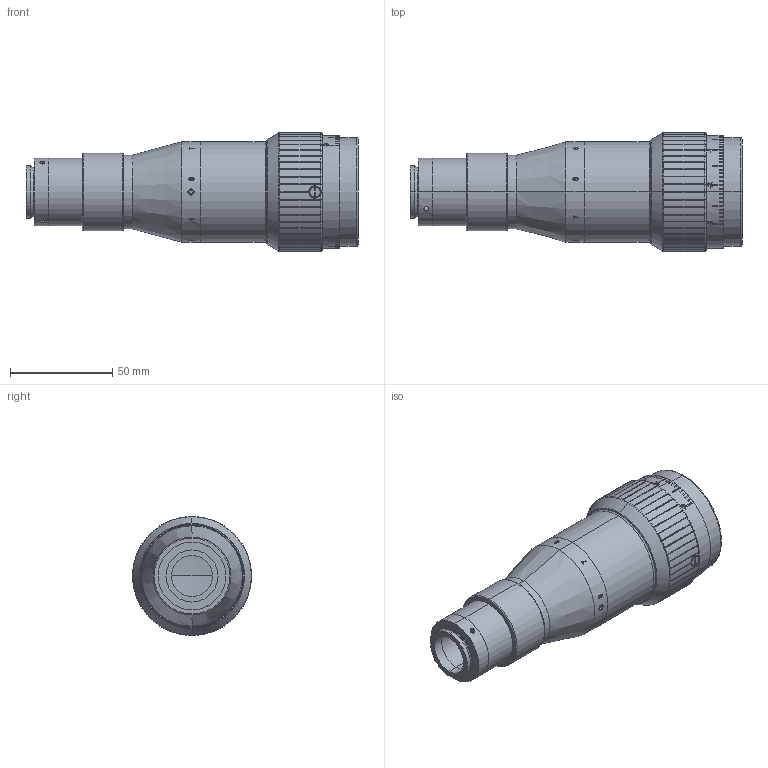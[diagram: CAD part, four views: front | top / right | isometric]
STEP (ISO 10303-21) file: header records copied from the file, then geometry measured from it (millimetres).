
FILE_DESCRIPTION (( 'STEP AP203' ), '1' );
FILE_NAME ('461601_02.STEP', '2018-07-04T12:12:24', ( '' ), ( '' ), 'SwSTEP 2.0', 'SolidWorks 2017', '' );
FILE_SCHEMA (( 'CONFIG_CONTROL_DESIGN' ));
Length unit declared in the file: millimetre
Products named in the file (1): 461601_02
Bounding box: 161.97 x 58 x 58 mm (x, y, z)
Surface area: 42982.8 mm2 (no closed solid volume)
Topology: 0 solids, 17 shells, 589 faces, 2151 edges, 1537 vertices
Faces by surface type: plane 278, cylinder 178, torus 66, bspline 49, cone 16, sphere 2
Entity records: 33792 total; most frequent: CARTESIAN_POINT 16845, ORIENTED_EDGE 3400, DIRECTION 3098, EDGE_CURVE 2151, VERTEX_POINT 1537, AXIS2_PLACEMENT_3D 1157, VECTOR 784, LINE 784
